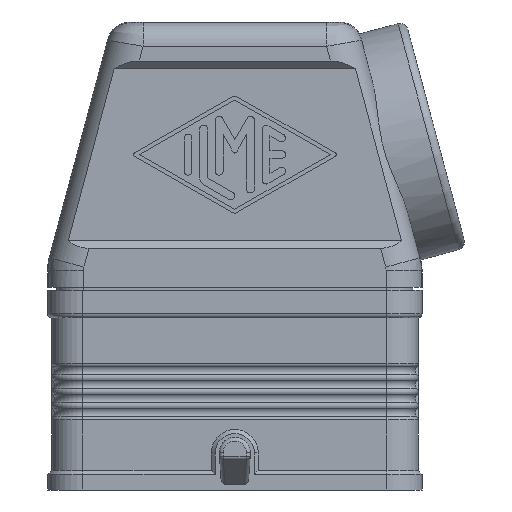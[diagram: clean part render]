
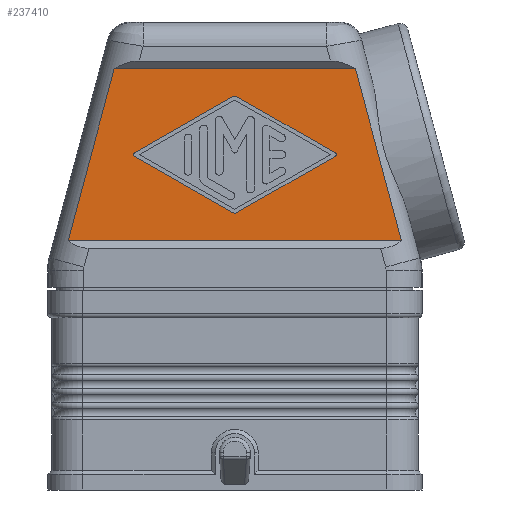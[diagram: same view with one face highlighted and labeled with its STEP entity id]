
A CAD part, front view. The second image highlights one B-rep face of the part: STEP entity #237410.
In plain terms, the highlighted face is planar.
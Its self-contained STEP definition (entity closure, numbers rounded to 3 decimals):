
#224160=CARTESIAN_POINT('',(-21.353,15.9,53.35));
#224170=VERTEX_POINT('',#224160);
#224200=CARTESIAN_POINT('',(-22.073,15.9,
50.666));
#224210=DIRECTION('',(-0.259,0.,-0.966));
#224220=VECTOR('',#224210,1.);
#224230=LINE('',#224200,#224220);
#224240=CARTESIAN_POINT('',(-15.459,15.9,75.35));
#224250=VERTEX_POINT('',#224240);
#224260=EDGE_CURVE('',#224250,#224170,#224230,.T.);
#231700=CARTESIAN_POINT('',(15.459,15.9,75.35));
#231710=VERTEX_POINT('',#231700);
#231740=CARTESIAN_POINT('',(22.073,15.9,
50.666));
#231750=DIRECTION('',(-0.259,0.,0.966));
#231760=VECTOR('',#231750,1.);
#231770=LINE('',#231740,#231760);
#231780=CARTESIAN_POINT('',(21.353,15.9,53.35));
#231790=VERTEX_POINT('',#231780);
#231800=EDGE_CURVE('',#231790,#231710,#231770,.T.);
#236460=CARTESIAN_POINT('',(0.,15.9,75.35));
#236470=DIRECTION('',(1.,0.,0.));
#236480=VECTOR('',#236470,1.);
#236490=LINE('',#236460,#236480);
#236500=EDGE_CURVE('',#224250,#231710,#236490,.T.);
#236550=CARTESIAN_POINT('',(0.,15.9,52.35));
#236560=DIRECTION('',(0.,1.,0.));
#236570=DIRECTION('',(0.,0.,-1.));
#236580=AXIS2_PLACEMENT_3D('',#236550,#236560,#236570);
#236590=PLANE('',#236580);
#236600=CARTESIAN_POINT('',(12.75,15.9,64.35));
#236610=DIRECTION('',(0.,1.,0.));
#236620=DIRECTION('',(-1.,0.,0.));
#236630=AXIS2_PLACEMENT_3D('',#236600,#236610,#236620);
#236640=CIRCLE('',#236630,0.25);
#236650=CARTESIAN_POINT('',(12.874,15.9,
64.567));
#236660=VERTEX_POINT('',#236650);
#236670=CARTESIAN_POINT('',(12.874,15.9,
64.133));
#236680=VERTEX_POINT('',#236670);
#236690=EDGE_CURVE('',#236660,#236680,#236640,.T.);
#236700=ORIENTED_EDGE('',*,*,#236690,.F.);
#236710=CARTESIAN_POINT('',(0.,15.9,56.774));
#236720=DIRECTION('',(0.868,0.,0.496));
#236730=VECTOR('',#236720,1.);
#236740=LINE('',#236710,#236730);
#236750=CARTESIAN_POINT('',(0.248,15.9,
56.916));
#236760=VERTEX_POINT('',#236750);
#236770=EDGE_CURVE('',#236760,#236680,#236740,.T.);
#236780=ORIENTED_EDGE('',*,*,#236770,.T.);
#236790=CARTESIAN_POINT('',(0.,15.9,57.35))
;
#236800=DIRECTION('',(0.,1.,0.));
#236810=DIRECTION('',(-1.,0.,0.));
#236820=AXIS2_PLACEMENT_3D('',#236790,#236800,#236810);
#236830=CIRCLE('',#236820,0.5);
#236840=CARTESIAN_POINT('',(-0.248,15.9,
56.916));
#236850=VERTEX_POINT('',#236840);
#236860=EDGE_CURVE('',#236760,#236850,#236830,.T.);
#236870=ORIENTED_EDGE('',*,*,#236860,.F.);
#236880=CARTESIAN_POINT('',(0.,15.9,56.774));
#236890=DIRECTION('',(0.868,0.,-0.496));
#236900=VECTOR('',#236890,1.);
#236910=LINE('',#236880,#236900);
#236920=CARTESIAN_POINT('',(-12.874,15.9,
64.133));
#236930=VERTEX_POINT('',#236920);
#236940=EDGE_CURVE('',#236930,#236850,#236910,.T.);
#236950=ORIENTED_EDGE('',*,*,#236940,.T.);
#236960=CARTESIAN_POINT('',(-12.75,15.9,64.35));
#236970=DIRECTION('',(0.,1.,0.));
#236980=DIRECTION('',(-1.,0.,0.));
#236990=AXIS2_PLACEMENT_3D('',#236960,#236970,#236980);
#237000=CIRCLE('',#236990,0.25);
#237010=CARTESIAN_POINT('',(-12.874,15.9,
64.567));
#237020=VERTEX_POINT('',#237010);
#237030=EDGE_CURVE('',#236930,#237020,#237000,.T.);
#237040=ORIENTED_EDGE('',*,*,#237030,.F.);
#237050=CARTESIAN_POINT('',(0.,15.9,71.926));
#237060=DIRECTION('',(-0.868,0.,-0.496));
#237070=VECTOR('',#237060,1.);
#237080=LINE('',#237050,#237070);
#237090=CARTESIAN_POINT('',(-0.248,15.9,
71.784));
#237100=VERTEX_POINT('',#237090);
#237110=EDGE_CURVE('',#237100,#237020,#237080,.T.);
#237120=ORIENTED_EDGE('',*,*,#237110,.T.);
#237130=CARTESIAN_POINT('',(0.,15.9,71.35))
;
#237140=DIRECTION('',(0.,1.,0.));
#237150=DIRECTION('',(-1.,0.,0.));
#237160=AXIS2_PLACEMENT_3D('',#237130,#237140,#237150);
#237170=CIRCLE('',#237160,0.5);
#237180=CARTESIAN_POINT('',(0.248,15.9,
71.784));
#237190=VERTEX_POINT('',#237180);
#237200=EDGE_CURVE('',#237100,#237190,#237170,.T.);
#237210=ORIENTED_EDGE('',*,*,#237200,.F.);
#237220=CARTESIAN_POINT('',(0.,15.9,71.926));
#237230=DIRECTION('',(-0.868,0.,0.496));
#237240=VECTOR('',#237230,1.);
#237250=LINE('',#237220,#237240);
#237260=EDGE_CURVE('',#236660,#237190,#237250,.T.);
#237270=ORIENTED_EDGE('',*,*,#237260,.T.);
#237280=EDGE_LOOP('',(#237270,#237210,#237120,#237040,#236950,#236870,
#236780,#236700));
#237290=FACE_BOUND('',#237280,.T.);
#237300=ORIENTED_EDGE('',*,*,#231800,.F.);
#237310=ORIENTED_EDGE('',*,*,#236500,.T.);
#237320=ORIENTED_EDGE('',*,*,#224260,.F.);
#237330=CARTESIAN_POINT('',(0.,15.9,53.35));
#237340=DIRECTION('',(1.,0.,0.));
#237350=VECTOR('',#237340,1.);
#237360=LINE('',#237330,#237350);
#237370=EDGE_CURVE('',#224170,#231790,#237360,.T.);
#237380=ORIENTED_EDGE('',*,*,#237370,.F.);
#237390=EDGE_LOOP('',(#237380,#237320,#237310,#237300));
#237400=FACE_OUTER_BOUND('',#237390,.T.);
#237410=ADVANCED_FACE('',(#237290,#237400),#236590,.T.);
